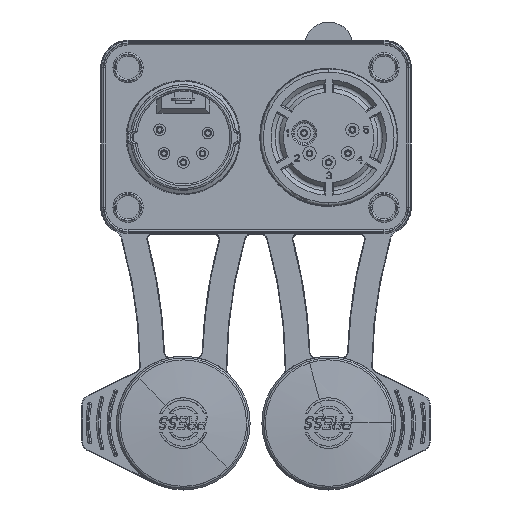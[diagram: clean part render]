
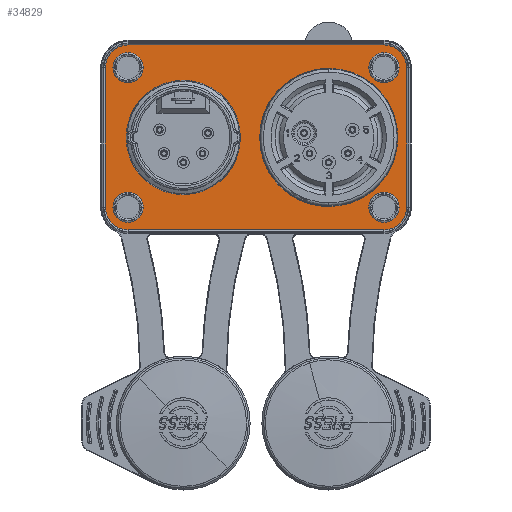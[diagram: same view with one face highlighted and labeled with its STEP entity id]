
A CAD part, front view. The second image highlights one B-rep face of the part: STEP entity #34829.
In plain terms, the highlighted planar face has unit normal (0, -1, 0).
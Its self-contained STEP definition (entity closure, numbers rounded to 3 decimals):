
#3327=CARTESIAN_POINT('',(67.288,23.124,60.848));
#3328=DIRECTION('',(0.,-1.,0.));
#3329=DIRECTION('',(0.,0.,-1.));
#3330=AXIS2_PLACEMENT_3D('',#3327,#3328,#3329);
#3416=CARTESIAN_POINT('',(32.788,23.124,48.848));
#3417=DIRECTION('',(0.,-1.,0.));
#3418=DIRECTION('',(-1.,0.,0.));
#3419=AXIS2_PLACEMENT_3D('',#3416,#3417,#3418);
#3421=CARTESIAN_POINT('',(32.788,23.124,48.848));
#3422=DIRECTION('',(0.,-1.,0.));
#3423=DIRECTION('',(1.,0.,0.));
#3424=AXIS2_PLACEMENT_3D('',#3421,#3422,#3423);
#3426=CARTESIAN_POINT('',(76.788,23.124,48.848));
#3427=DIRECTION('',(0.,-1.,0.));
#3428=DIRECTION('',(-1.,0.,0.));
#3429=AXIS2_PLACEMENT_3D('',#3426,#3427,#3428);
#3431=CARTESIAN_POINT('',(76.788,23.124,48.848));
#3432=DIRECTION('',(0.,-1.,0.));
#3433=DIRECTION('',(1.,0.,0.));
#3434=AXIS2_PLACEMENT_3D('',#3431,#3432,#3433);
#3436=CARTESIAN_POINT('',(76.788,23.124,72.848));
#3437=DIRECTION('',(0.,-1.,0.));
#3438=DIRECTION('',(1.,0.,0.));
#3439=AXIS2_PLACEMENT_3D('',#3436,#3437,#3438);
#3441=CARTESIAN_POINT('',(76.788,23.124,72.848));
#3442=DIRECTION('',(0.,-1.,0.));
#3443=DIRECTION('',(-1.,0.,0.));
#3444=AXIS2_PLACEMENT_3D('',#3441,#3442,#3443);
#3446=CARTESIAN_POINT('',(32.788,23.124,72.848));
#3447=DIRECTION('',(0.,-1.,0.));
#3448=DIRECTION('',(1.,0.,0.));
#3449=AXIS2_PLACEMENT_3D('',#3446,#3447,#3448);
#3451=CARTESIAN_POINT('',(32.788,23.124,72.848));
#3452=DIRECTION('',(0.,-1.,0.));
#3453=DIRECTION('',(-1.,0.,0.));
#3454=AXIS2_PLACEMENT_3D('',#3451,#3452,#3453);
#3456=DIRECTION('',(-1.,0.,0.));
#3457=VECTOR('',#3456,44.);
#3458=CARTESIAN_POINT('',(76.788,23.124,44.948));
#3459=LINE('',#3458,#3457);
#3460=CARTESIAN_POINT('',(32.788,23.124,48.848));
#3461=DIRECTION('',(0.,1.,0.));
#3462=DIRECTION('',(0.,0.,-1.));
#3463=AXIS2_PLACEMENT_3D('',#3460,#3461,#3462);
#3465=DIRECTION('',(0.,0.,1.));
#3466=VECTOR('',#3465,24.);
#3467=CARTESIAN_POINT('',(28.888,23.124,48.848));
#3468=LINE('',#3467,#3466);
#3469=CARTESIAN_POINT('',(32.788,23.124,72.848));
#3470=DIRECTION('',(0.,1.,0.));
#3471=DIRECTION('',(-1.,0.,0.));
#3472=AXIS2_PLACEMENT_3D('',#3469,#3470,#3471);
#3474=CARTESIAN_POINT('',(76.788,23.124,72.848));
#3475=DIRECTION('',(0.,1.,0.));
#3476=DIRECTION('',(0.,0.,1.));
#3477=AXIS2_PLACEMENT_3D('',#3474,#3475,#3476);
#3479=DIRECTION('',(0.,0.,-1.));
#3480=VECTOR('',#3479,24.);
#3481=CARTESIAN_POINT('',(80.688,23.124,72.848));
#3482=LINE('',#3481,#3480);
#3483=CARTESIAN_POINT('',(76.788,23.124,48.848));
#3484=DIRECTION('',(0.,1.,0.));
#3485=DIRECTION('',(1.,0.,0.));
#3486=AXIS2_PLACEMENT_3D('',#3483,#3484,#3485);
#3528=CARTESIAN_POINT('',(67.288,23.124,60.848));
#3529=DIRECTION('',(0.,1.,0.));
#3530=DIRECTION('',(0.,0.,-1.));
#3531=AXIS2_PLACEMENT_3D('',#3528,#3529,#3530);
#4074=CARTESIAN_POINT('',(42.288,23.124,60.848));
#4075=DIRECTION('',(0.,1.,0.));
#4076=DIRECTION('',(1.,0.,0.));
#4077=AXIS2_PLACEMENT_3D('',#4074,#4075,#4076);
#4125=CARTESIAN_POINT('',(42.288,23.124,60.848));
#4126=DIRECTION('',(0.,1.,0.));
#4127=DIRECTION('',(-1.,0.,0.));
#4128=AXIS2_PLACEMENT_3D('',#4125,#4126,#4127);
#24624=DIRECTION('',(-1.,0.,0.));
#24625=VECTOR('',#24624,44.);
#24626=CARTESIAN_POINT('',(76.788,23.124,76.748));
#24627=LINE('',#24626,#24625);
#25649=CARTESIAN_POINT('',(32.788,23.124,44.948));
#25650=CARTESIAN_POINT('',(28.888,23.124,48.848));
#25651=VERTEX_POINT('',#25649);
#25652=VERTEX_POINT('',#25650);
#25653=CARTESIAN_POINT('',(28.888,23.124,72.848));
#25654=VERTEX_POINT('',#25653);
#25655=CARTESIAN_POINT('',(32.788,23.124,76.748));
#25656=VERTEX_POINT('',#25655);
#25657=CARTESIAN_POINT('',(76.788,23.124,76.748));
#25658=VERTEX_POINT('',#25657);
#25659=CARTESIAN_POINT('',(80.688,23.124,72.848));
#25660=VERTEX_POINT('',#25659);
#25661=CARTESIAN_POINT('',(80.688,23.124,48.848));
#25662=VERTEX_POINT('',#25661);
#25663=CARTESIAN_POINT('',(76.788,23.124,44.948));
#25664=VERTEX_POINT('',#25663);
#25665=CARTESIAN_POINT('',(30.188,23.124,48.848));
#25666=CARTESIAN_POINT('',(35.388,23.124,48.848));
#25667=VERTEX_POINT('',#25665);
#25668=VERTEX_POINT('',#25666);
#25669=CARTESIAN_POINT('',(74.188,23.124,48.848));
#25670=CARTESIAN_POINT('',(79.388,23.124,48.848));
#25671=VERTEX_POINT('',#25669);
#25672=VERTEX_POINT('',#25670);
#25673=CARTESIAN_POINT('',(79.388,23.124,72.848));
#25674=CARTESIAN_POINT('',(74.188,23.124,72.848));
#25675=VERTEX_POINT('',#25673);
#25676=VERTEX_POINT('',#25674);
#25677=CARTESIAN_POINT('',(35.388,23.124,72.848));
#25678=CARTESIAN_POINT('',(30.188,23.124,72.848));
#25679=VERTEX_POINT('',#25677);
#25680=VERTEX_POINT('',#25678);
#28971=CARTESIAN_POINT('',(67.288,23.124,48.972));
#28972=CARTESIAN_POINT('',(67.288,23.124,72.724));
#28973=VERTEX_POINT('',#28971);
#28974=VERTEX_POINT('',#28972);
#29031=CARTESIAN_POINT('',(52.112,23.124,60.848));
#29032=CARTESIAN_POINT('',(32.464,23.124,60.848));
#29033=VERTEX_POINT('',#29031);
#29034=VERTEX_POINT('',#29032);
#34771=CARTESIAN_POINT('',(81.138,23.124,44.298));
#34772=DIRECTION('',(0.,-1.,0.));
#34773=DIRECTION('',(1.,0.,0.));
#34774=AXIS2_PLACEMENT_3D('',#34771,#34772,#34773);
#34775=PLANE('',#34774);
#34777=ORIENTED_EDGE('',*,*,#34776,.T.);
#34779=ORIENTED_EDGE('',*,*,#34778,.T.);
#34781=ORIENTED_EDGE('',*,*,#34780,.T.);
#34783=ORIENTED_EDGE('',*,*,#34782,.T.);
#34785=ORIENTED_EDGE('',*,*,#34784,.F.);
#34787=ORIENTED_EDGE('',*,*,#34786,.T.);
#34789=ORIENTED_EDGE('',*,*,#34788,.T.);
#34791=ORIENTED_EDGE('',*,*,#34790,.T.);
#34792=EDGE_LOOP('',(#34777,#34779,#34781,#34783,#34785,#34787,#34789,#34791));
#34793=FACE_OUTER_BOUND('',#34792,.F.);
#34794=ORIENTED_EDGE('',*,*,#34708,.T.);
#34796=ORIENTED_EDGE('',*,*,#34795,.F.);
#34797=EDGE_LOOP('',(#34794,#34796));
#34798=FACE_BOUND('',#34797,.F.);
#34800=ORIENTED_EDGE('',*,*,#34799,.F.);
#34802=ORIENTED_EDGE('',*,*,#34801,.F.);
#34803=EDGE_LOOP('',(#34800,#34802));
#34804=FACE_BOUND('',#34803,.F.);
#34806=ORIENTED_EDGE('',*,*,#34805,.T.);
#34808=ORIENTED_EDGE('',*,*,#34807,.T.);
#34809=EDGE_LOOP('',(#34806,#34808));
#34810=FACE_BOUND('',#34809,.F.);
#34812=ORIENTED_EDGE('',*,*,#34811,.T.);
#34814=ORIENTED_EDGE('',*,*,#34813,.T.);
#34815=EDGE_LOOP('',(#34812,#34814));
#34816=FACE_BOUND('',#34815,.F.);
#34818=ORIENTED_EDGE('',*,*,#34817,.T.);
#34820=ORIENTED_EDGE('',*,*,#34819,.T.);
#34821=EDGE_LOOP('',(#34818,#34820));
#34822=FACE_BOUND('',#34821,.F.);
#34824=ORIENTED_EDGE('',*,*,#34823,.T.);
#34826=ORIENTED_EDGE('',*,*,#34825,.T.);
#34827=EDGE_LOOP('',(#34824,#34826));
#34828=FACE_BOUND('',#34827,.F.);
#34829=ADVANCED_FACE('',(#34793,#34798,#34804,#34810,#34816,#34822,#34828),
#34775,.T.);
#3331=CIRCLE('',#3330,11.876);
#3420=CIRCLE('',#3419,2.6);
#3425=CIRCLE('',#3424,2.6);
#3430=CIRCLE('',#3429,2.6);
#3435=CIRCLE('',#3434,2.6);
#3440=CIRCLE('',#3439,2.6);
#3445=CIRCLE('',#3444,2.6);
#3450=CIRCLE('',#3449,2.6);
#3455=CIRCLE('',#3454,2.6);
#3464=CIRCLE('',#3463,3.9);
#3473=CIRCLE('',#3472,3.9);
#3478=CIRCLE('',#3477,3.9);
#3487=CIRCLE('',#3486,3.9);
#3532=CIRCLE('',#3531,11.876);
#4078=CIRCLE('',#4077,9.824);
#4129=CIRCLE('',#4128,9.824);
#34708=EDGE_CURVE('',#28973,#28974,#3331,.T.);
#34776=EDGE_CURVE('',#25664,#25651,#3459,.T.);
#34778=EDGE_CURVE('',#25651,#25652,#3464,.T.);
#34780=EDGE_CURVE('',#25652,#25654,#3468,.T.);
#34782=EDGE_CURVE('',#25654,#25656,#3473,.T.);
#34784=EDGE_CURVE('',#25658,#25656,#24627,.T.);
#34786=EDGE_CURVE('',#25658,#25660,#3478,.T.);
#34788=EDGE_CURVE('',#25660,#25662,#3482,.T.);
#34790=EDGE_CURVE('',#25662,#25664,#3487,.T.);
#34795=EDGE_CURVE('',#28973,#28974,#3532,.T.);
#34799=EDGE_CURVE('',#29033,#29034,#4078,.T.);
#34801=EDGE_CURVE('',#29034,#29033,#4129,.T.);
#34805=EDGE_CURVE('',#25667,#25668,#3420,.T.);
#34807=EDGE_CURVE('',#25668,#25667,#3425,.T.);
#34811=EDGE_CURVE('',#25671,#25672,#3430,.T.);
#34813=EDGE_CURVE('',#25672,#25671,#3435,.T.);
#34817=EDGE_CURVE('',#25675,#25676,#3440,.T.);
#34819=EDGE_CURVE('',#25676,#25675,#3445,.T.);
#34823=EDGE_CURVE('',#25679,#25680,#3450,.T.);
#34825=EDGE_CURVE('',#25680,#25679,#3455,.T.);
